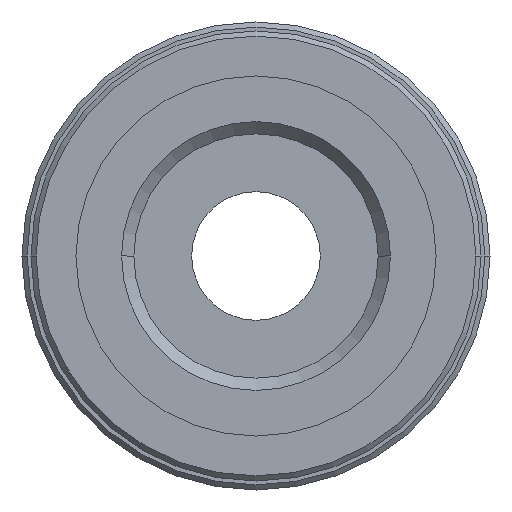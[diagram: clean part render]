
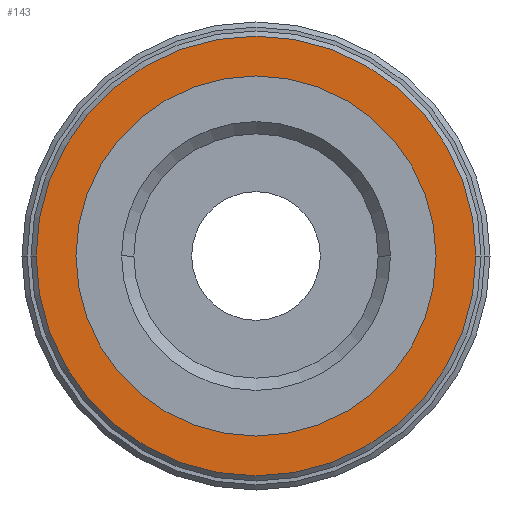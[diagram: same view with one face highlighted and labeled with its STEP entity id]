
A CAD part, front view. The second image highlights one B-rep face of the part: STEP entity #143.
In plain terms, the highlighted planar face has unit normal (0, -1, 0).
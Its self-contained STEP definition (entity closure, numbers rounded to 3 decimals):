
#143=ADVANCED_FACE('',(#332,#333),#334,.T.);
#332=FACE_BOUND('',#573,.T.);
#333=FACE_OUTER_BOUND('',#574,.T.);
#334=PLANE('',#575);
#573=EDGE_LOOP('',(#923,#924));
#574=EDGE_LOOP('',(#925,#926));
#575=AXIS2_PLACEMENT_3D('',#927,#928,#929);
#923=ORIENTED_EDGE('',*,*,#1380,.T.);
#924=ORIENTED_EDGE('',*,*,#1369,.T.);
#925=ORIENTED_EDGE('',*,*,#1411,.F.);
#926=ORIENTED_EDGE('',*,*,#1435,.F.);
#927=CARTESIAN_POINT('',(4.275,0.1,0.0));
#928=DIRECTION('',(0.,-1.0,0.0));
#929=DIRECTION('',(-1.0,0.,0.0));
#1369=EDGE_CURVE('',#1617,#1621,#1623,.T.);
#1380=EDGE_CURVE('',#1621,#1617,#1640,.T.);
#1411=EDGE_CURVE('',#1688,#1690,#1691,.T.);
#1435=EDGE_CURVE('',#1690,#1688,#1729,.T.);
#1617=VERTEX_POINT('',#1944);
#1621=VERTEX_POINT('',#1949);
#1623=CIRCLE('',#1952,7.0);
#1640=CIRCLE('',#1973,7.0);
#1688=VERTEX_POINT('',#2029);
#1690=VERTEX_POINT('',#2032);
#1691=CIRCLE('',#2033,8.55);
#1729=CIRCLE('',#2076,8.55);
#1944=CARTESIAN_POINT('',(7.0,0.1,0.));
#1949=CARTESIAN_POINT('',(-7.0,0.1,0.));
#1952=AXIS2_PLACEMENT_3D('',#2305,#2306,#2307);
#1973=AXIS2_PLACEMENT_3D('',#2321,#2322,#2323);
#2029=CARTESIAN_POINT('',(8.55,0.1,0.0));
#2032=CARTESIAN_POINT('',(-8.55,0.1,0.));
#2033=AXIS2_PLACEMENT_3D('',#2375,#2376,#2377);
#2076=AXIS2_PLACEMENT_3D('',#2422,#2423,#2424);
#2305=CARTESIAN_POINT('',(0.0,0.1,0.0));
#2306=DIRECTION('',(0.,1.0,0.0));
#2307=DIRECTION('',(1.0,0.,0.0));
#2321=CARTESIAN_POINT('',(0.0,0.1,0.0));
#2322=DIRECTION('',(0.,1.0,0.0));
#2323=DIRECTION('',(1.0,0.,0.0));
#2375=CARTESIAN_POINT('',(0.0,0.1,0.0));
#2376=DIRECTION('',(-0.0,1.0,0.0));
#2377=DIRECTION('',(1.0,0.0,0.0));
#2422=CARTESIAN_POINT('',(0.0,0.1,0.0));
#2423=DIRECTION('',(-0.0,1.0,0.0));
#2424=DIRECTION('',(1.0,0.0,0.0));
